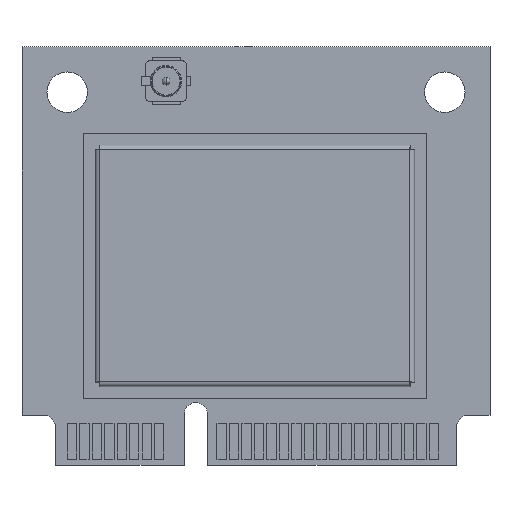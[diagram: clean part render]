
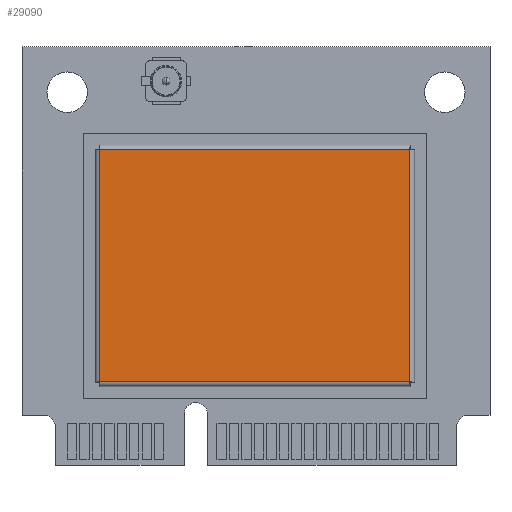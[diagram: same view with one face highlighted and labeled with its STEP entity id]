
A CAD part, top view. The second image highlights one B-rep face of the part: STEP entity #29090.
In plain terms, the highlighted face is planar.
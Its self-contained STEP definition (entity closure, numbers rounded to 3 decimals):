
#542 = CARTESIAN_POINT ( 'NONE',  ( 9.938, 2.6, 7.438 ) ) ;
#1961 = CARTESIAN_POINT ( 'NONE',  ( 0., 2.6, 0. ) ) ;
#4035 = CARTESIAN_POINT ( 'NONE',  ( -9.938, 2.6, 7.438 ) ) ;
#5105 = VERTEX_POINT ( 'NONE', #28779 ) ;
#6970 = LINE ( 'NONE', #10531, #22661 ) ;
#8894 = LINE ( 'NONE', #32060, #12276 ) ;
#10531 = CARTESIAN_POINT ( 'NONE',  ( -9.938, 2.6, -7.467 ) ) ;
#10928 = CARTESIAN_POINT ( 'NONE',  ( -9.938, 2.6, -7.438 ) ) ;
#10952 = VECTOR ( 'NONE', #30291, 1000. ) ;
#12276 = VECTOR ( 'NONE', #36040, 1000. ) ;
#12944 = ORIENTED_EDGE ( 'NONE', *, *, #34936, .T. ) ;
#13205 = VERTEX_POINT ( 'NONE', #4035 ) ;
#14012 = LINE ( 'NONE', #37413, #10952 ) ;
#18231 = ORIENTED_EDGE ( 'NONE', *, *, #42614, .T. ) ;
#19118 = FACE_OUTER_BOUND ( 'NONE', #39205, .T. ) ;
#22267 = DIRECTION ( 'NONE',  ( 0., 0., -1. ) ) ;
#22661 = VECTOR ( 'NONE', #41285, 1000. ) ;
#25798 = AXIS2_PLACEMENT_3D ( 'NONE', #1961, #31832, #22267 ) ;
#27040 = ORIENTED_EDGE ( 'NONE', *, *, #32958, .T. ) ;
#27470 = VECTOR ( 'NONE', #28207, 1000. ) ;
#28207 = DIRECTION ( 'NONE',  ( -1., 0., 0. ) ) ;
#28779 = CARTESIAN_POINT ( 'NONE',  ( 9.938, 2.6, -7.438 ) ) ;
#29074 = EDGE_CURVE ( 'NONE', #37139, #5105, #8894, .T. ) ;
#29090 = ADVANCED_FACE ( 'NONE', ( #19118 ), #35831, .F. ) ;
#29617 = ORIENTED_EDGE ( 'NONE', *, *, #29074, .T. ) ;
#30291 = DIRECTION ( 'NONE',  ( 1., 0., 0. ) ) ;
#31476 = VERTEX_POINT ( 'NONE', #10928 ) ;
#31765 = CARTESIAN_POINT ( 'NONE',  ( 9.967, 2.6, -7.438 ) ) ;
#31832 = DIRECTION ( 'NONE',  ( 0., -1., 0. ) ) ;
#32060 = CARTESIAN_POINT ( 'NONE',  ( 9.938, 2.6, 7.467 ) ) ;
#32958 = EDGE_CURVE ( 'NONE', #13205, #37139, #14012, .T. ) ;
#34936 = EDGE_CURVE ( 'NONE', #5105, #31476, #39123, .T. ) ;
#35831 = PLANE ( 'NONE',  #25798 ) ;
#36040 = DIRECTION ( 'NONE',  ( 0., 0., -1. ) ) ;
#37139 = VERTEX_POINT ( 'NONE', #542 ) ;
#37413 = CARTESIAN_POINT ( 'NONE',  ( -9.967, 2.6, 7.438 ) ) ;
#39123 = LINE ( 'NONE', #31765, #27470 ) ;
#39205 = EDGE_LOOP ( 'NONE', ( #29617, #12944, #18231, #27040 ) ) ;
#41285 = DIRECTION ( 'NONE',  ( 0., 0., 1. ) ) ;
#42614 = EDGE_CURVE ( 'NONE', #31476, #13205, #6970, .T. ) ;
